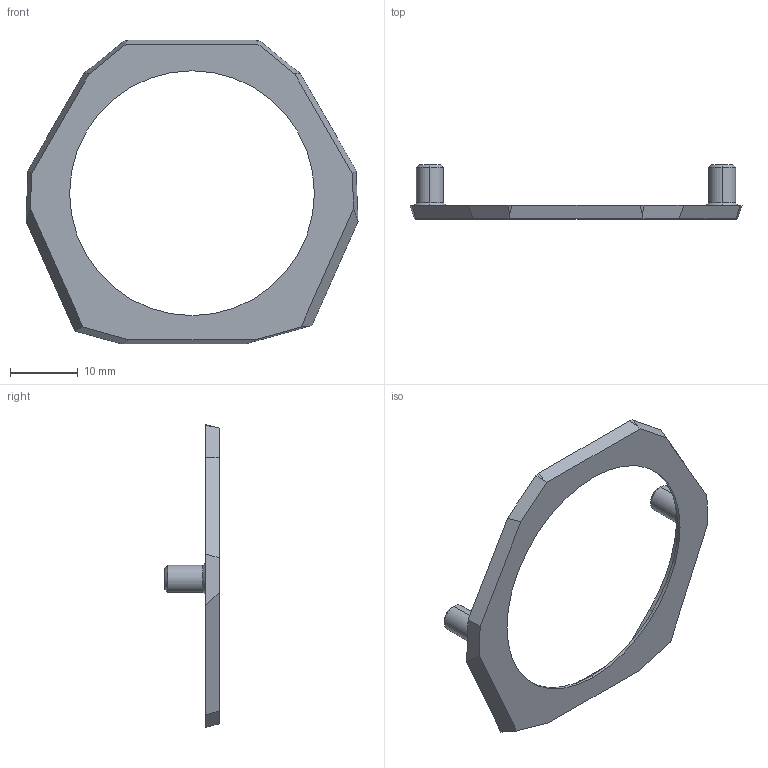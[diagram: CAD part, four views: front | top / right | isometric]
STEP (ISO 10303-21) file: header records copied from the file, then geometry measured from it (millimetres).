
FILE_DESCRIPTION (( 'STEP AP203' ), '1' );
FILE_NAME ('Stealth_Burner_Main_Knomi_Cap.STEP', '2024-01-24T22:27:58', ( '' ), ( '' ), 'SwSTEP 2.0', 'SolidWorks 2021', '' );
FILE_SCHEMA (( 'CONFIG_CONTROL_DESIGN' ));
Length unit declared in the file: millimetre
Products named in the file (1): Stealth_Burner_Main_Knomi_Cap
Bounding box: 48.83 x 7.97 x 44.59 mm (x, y, z)
Volume: 1272.6 mm3; surface area: 2146.6 mm2
Topology: 1 solids, 1 shells, 50 faces, 124 edges, 79 vertices
Faces by surface type: plane 24, cylinder 14, cone 12
Entity records: 1575 total; most frequent: DIRECTION 268, CARTESIAN_POINT 268, ORIENTED_EDGE 248, EDGE_CURVE 124, AXIS2_PLACEMENT_3D 95, VERTEX_POINT 79, LINE 78, VECTOR 78
